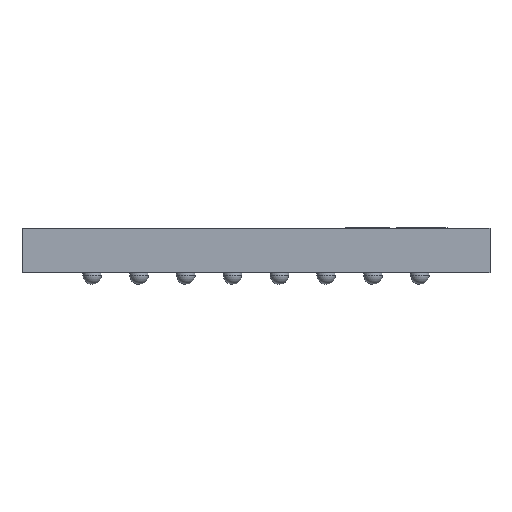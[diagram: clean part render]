
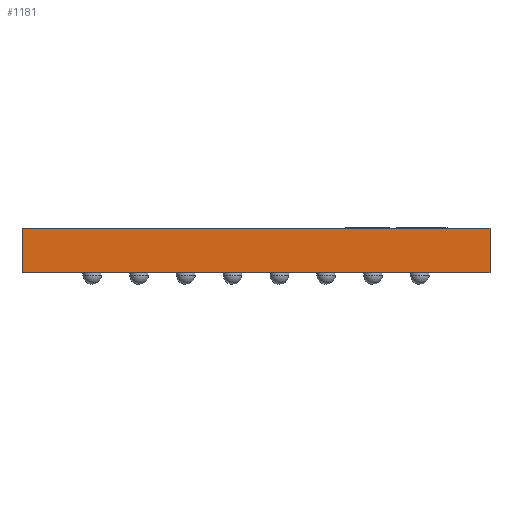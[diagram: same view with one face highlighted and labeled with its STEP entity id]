
A CAD part, front view. The second image highlights one B-rep face of the part: STEP entity #1181.
In plain terms, the highlighted planar face has unit normal (0, -1, 0).
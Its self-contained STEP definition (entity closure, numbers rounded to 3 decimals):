
#1181 = ADVANCED_FACE ( 'NONE', ( #20702 ), #7495, .F. ) ;
#1624 = CARTESIAN_POINT ( 'NONE',  ( -5., -6.5, 0.254 ) ) ;
#1647 = EDGE_CURVE ( 'NONE', #7713, #18115, #12558, .T. ) ;
#2207 = CARTESIAN_POINT ( 'NONE',  ( 5., -6.5, 1.204 ) ) ;
#3005 = EDGE_CURVE ( 'NONE', #18115, #10145, #20409, .T. ) ;
#3149 = ORIENTED_EDGE ( 'NONE', *, *, #1647, .T. ) ;
#4058 = EDGE_CURVE ( 'NONE', #4927, #10145, #18132, .T. ) ;
#4425 = ORIENTED_EDGE ( 'NONE', *, *, #3005, .T. ) ;
#4742 = DIRECTION ( 'NONE',  ( 1., 0., 0. ) ) ;
#4775 = ORIENTED_EDGE ( 'NONE', *, *, #17134, .F. ) ;
#4825 = CARTESIAN_POINT ( 'NONE',  ( -5., -6.5, 1.204 ) ) ;
#4927 = VERTEX_POINT ( 'NONE', #11239 ) ;
#4951 = DIRECTION ( 'NONE',  ( 0., 0., -1. ) ) ;
#5886 = LINE ( 'NONE', #4825, #24674 ) ;
#7221 = DIRECTION ( 'NONE',  ( 0., 0., 1. ) ) ;
#7495 = PLANE ( 'NONE',  #22862 ) ;
#7713 = VERTEX_POINT ( 'NONE', #11822 ) ;
#9852 = VECTOR ( 'NONE', #4951, 1000. ) ;
#10145 = VERTEX_POINT ( 'NONE', #13770 ) ;
#11239 = CARTESIAN_POINT ( 'NONE',  ( 5., -6.5, 1.204 ) ) ;
#11822 = CARTESIAN_POINT ( 'NONE',  ( -5., -6.5, 1.204 ) ) ;
#12558 = LINE ( 'NONE', #18694, #9852 ) ;
#13271 = ORIENTED_EDGE ( 'NONE', *, *, #4058, .F. ) ;
#13770 = CARTESIAN_POINT ( 'NONE',  ( 5., -6.5, 0.254 ) ) ;
#14098 = EDGE_LOOP ( 'NONE', ( #4425, #13271, #4775, #3149 ) ) ;
#14942 = CARTESIAN_POINT ( 'NONE',  ( -5., -6.5, 1.204 ) ) ;
#16448 = DIRECTION ( 'NONE',  ( 0., 0., -1. ) ) ;
#17134 = EDGE_CURVE ( 'NONE', #7713, #4927, #5886, .T. ) ;
#18115 = VERTEX_POINT ( 'NONE', #1624 ) ;
#18132 = LINE ( 'NONE', #2207, #21218 ) ;
#18694 = CARTESIAN_POINT ( 'NONE',  ( -5., -6.5, 1.204 ) ) ;
#20409 = LINE ( 'NONE', #24258, #22869 ) ;
#20702 = FACE_OUTER_BOUND ( 'NONE', #14098, .T. ) ;
#21218 = VECTOR ( 'NONE', #16448, 1000. ) ;
#22409 = DIRECTION ( 'NONE',  ( 1., 0., 0. ) ) ;
#22862 = AXIS2_PLACEMENT_3D ( 'NONE', #14942, #23133, #7221 ) ;
#22869 = VECTOR ( 'NONE', #4742, 1000. ) ;
#23133 = DIRECTION ( 'NONE',  ( 0., 1., 0. ) ) ;
#24258 = CARTESIAN_POINT ( 'NONE',  ( -5., -6.5, 0.254 ) ) ;
#24674 = VECTOR ( 'NONE', #22409, 1000. ) ;
